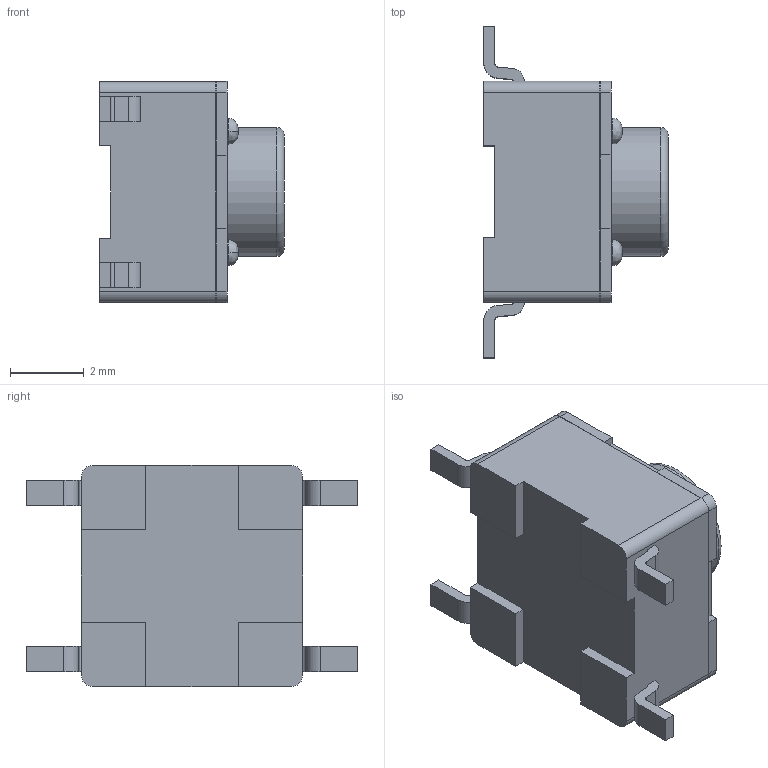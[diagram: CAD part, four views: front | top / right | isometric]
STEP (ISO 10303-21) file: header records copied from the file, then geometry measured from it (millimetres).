
FILE_DESCRIPTION( ( 'STEP AP214' ), ' ' );
FILE_NAME( 'psolqas09484969810.stp', '2017-10-30T08:48:49', ( '' ), ( '' ), ' ', 'PARTsolutions', ' ' );
FILE_SCHEMA( ( 'AUTOMOTIVE_DESIGN { 1 0 10303 214 1 1 1 1 }' ) );
Length unit declared in the file: metre
Products named in the file (1): 1
Bounding box: 5 x 9 x 6 mm (x, y, z)
Volume: 133.2 mm3; surface area: 199.1 mm2
Topology: 1 solids, 1 shells, 115 faces, 302 edges, 200 vertices
Faces by surface type: plane 77, cylinder 29, bspline 8, torus 1
Full cylindrical faces by diameter (mm): 0.7 x4, 3.5 x1
Entity records: 3703 total; most frequent: CARTESIAN_POINT 826, DIRECTION 590, ORIENTED_EDGE 590, EDGE_CURVE 295, LINE 216, VECTOR 216, VERTEX_POINT 199, AXIS2_PLACEMENT_3D 187
